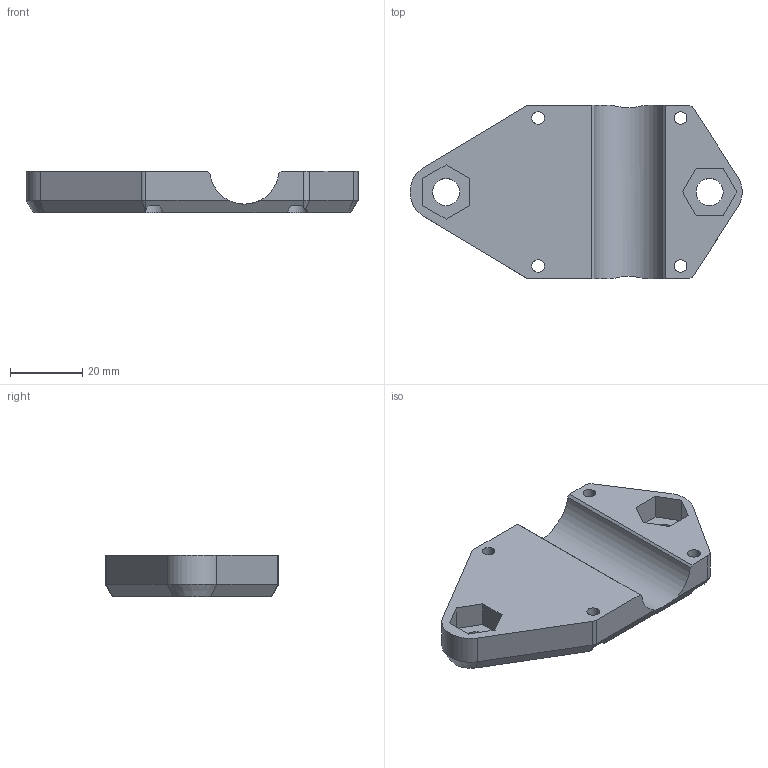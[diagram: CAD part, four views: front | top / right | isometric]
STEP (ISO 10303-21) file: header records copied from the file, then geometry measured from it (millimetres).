
FILE_DESCRIPTION(('CATIA V5 STEP Exchange'),'2;1');
FILE_NAME('HYPERCUBE-EVO-0012-V2_NGEN.stp','2021-01-20T02:23:36+00:00',('none'),('none'),'CATIA Version 5 Release 21 GA (IN-10)','CATIA V5 STEP AP203','none');
FILE_SCHEMA(('CONFIG_CONTROL_DESIGN'));
Length unit declared in the file: millimetre
Products named in the file (1): HYPERCUBE-EVO-0012_NGEN
Bounding box: 91.97 x 48 x 11.5 mm (x, y, z)
Volume: 29614.1 mm3; surface area: 10498.5 mm2
Topology: 1 solids, 1 shells, 74 faces, 198 edges, 128 vertices
Faces by surface type: plane 37, cylinder 31, cone 6
Entity records: 2247 total; most frequent: CARTESIAN_POINT 460, ORIENTED_EDGE 396, DIRECTION 284, EDGE_CURVE 198, VERTEX_POINT 128, AXIS2_PLACEMENT_3D 118, VECTOR 114, LINE 114
